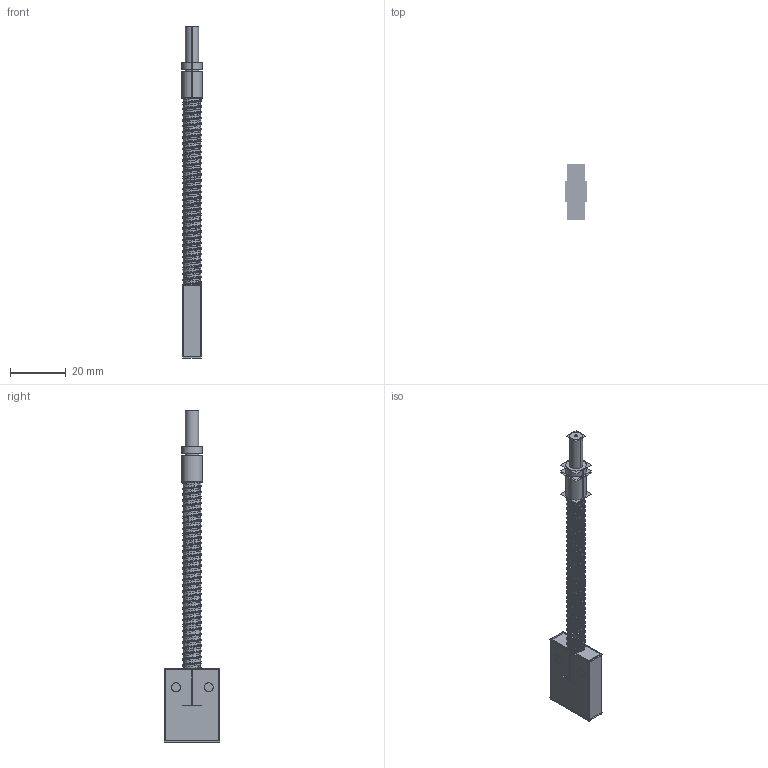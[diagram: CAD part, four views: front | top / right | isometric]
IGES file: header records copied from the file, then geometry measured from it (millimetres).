
Start section:  PTC IGES file: 161918.igs
Global section: file name: 161918.igs; native system: Creo Parametric by Parametric Technology Corporation; preprocessor: 2013230; author: pdmadmin; organization: Unknown; date: 20160209.161243; units: inch
Bounding box: 7.67 x 19.81 x 118.61 mm (x, y, z)
Volume: 3528.9 mm3; surface area: 34455.8 mm2
Topology: 3 solids, 3 shells, 308 faces, 1324 edges, 1556 vertices
Faces by surface type: bspline 260, revolution 48
